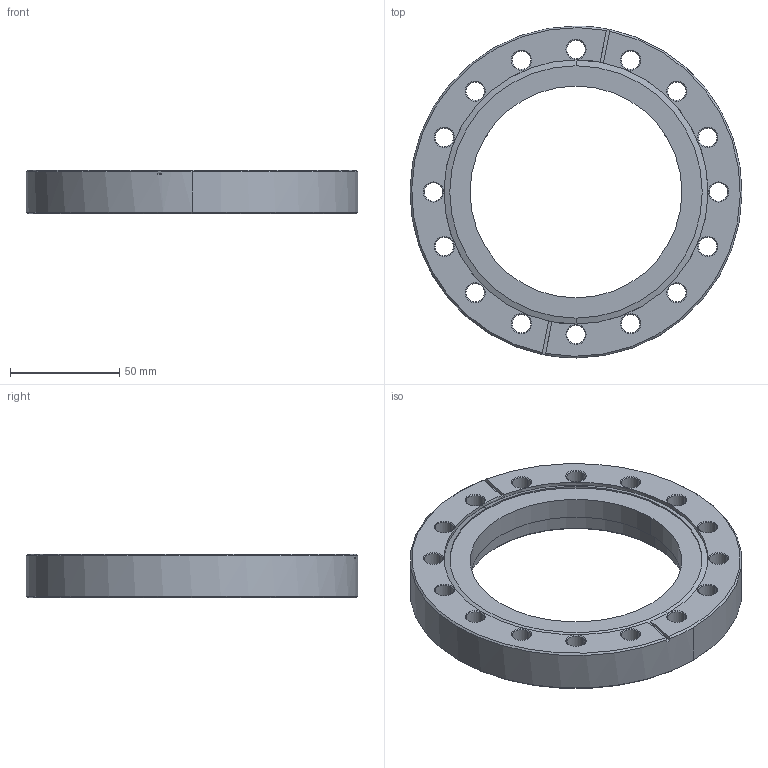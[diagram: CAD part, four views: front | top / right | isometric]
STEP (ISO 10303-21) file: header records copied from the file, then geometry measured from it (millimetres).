
FILE_DESCRIPTION((''),'2;1');
FILE_NAME('110026','2004-03-10T',('Rmunns'),(''),'PRO/ENGINEER BY PARAMETRIC TECHNOLOGY CORPORATION, 2001150','PRO/ENGINEER BY PARAMETRIC TECHNOLOGY CORPORATION, 2001150','');
FILE_SCHEMA(('CONFIG_CONTROL_DESIGN'));
Length unit declared in the file: inch
Products named in the file (1): 110026
Bounding box: 151.64 x 151.64 x 19.81 mm (x, y, z)
Volume: 181902.9 mm3; surface area: 43460.4 mm2
Topology: 1 solids, 1 shells, 125 faces, 294 edges, 172 vertices
Faces by surface type: cone 72, cylinder 42, plane 11
Entity records: 3686 total; most frequent: DIRECTION 694, CARTESIAN_POINT 615, ORIENTED_EDGE 588, EDGE_CURVE 294, AXIS2_PLACEMENT_3D 283, VERTEX_POINT 172, EDGE_LOOP 160, CIRCLE 158
